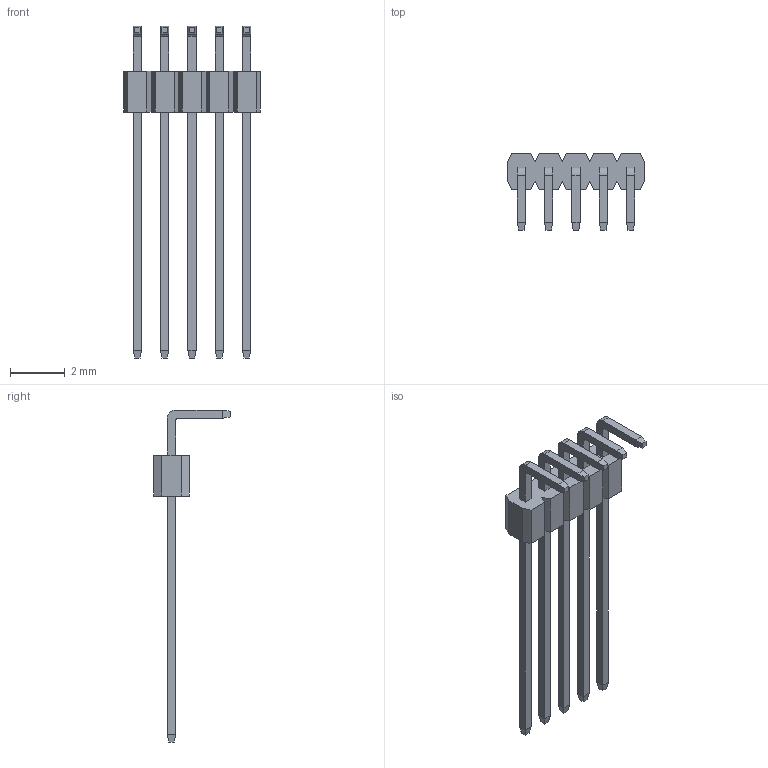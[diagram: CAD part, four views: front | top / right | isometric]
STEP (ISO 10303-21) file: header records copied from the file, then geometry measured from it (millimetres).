
FILE_DESCRIPTION (( 'STEP AP214' ), '1' );
FILE_NAME ('FPH10027-S05B1014310701B-REF.STEP', '2025-10-09T09:12:03', ( '' ), ( '' ), 'SwSTEP 2.0', 'SolidWorks 2021', '' );
FILE_SCHEMA (( 'AUTOMOTIVE_DESIGN' ));
Length unit declared in the file: millimetre
Products named in the file (1): FPH10027-S05B1014310701B-REF
Bounding box: 5 x 2.8 x 12.15 mm (x, y, z)
Volume: 14.7 mm3; surface area: 109.2 mm2
Topology: 1 solids, 1 shells, 144 faces, 356 edges, 224 vertices
Faces by surface type: plane 134, cylinder 10
Entity records: 4174 total; most frequent: CARTESIAN_POINT 725, ORIENTED_EDGE 712, DIRECTION 666, EDGE_CURVE 356, VECTOR 336, LINE 336, VERTEX_POINT 224, AXIS2_PLACEMENT_3D 165
